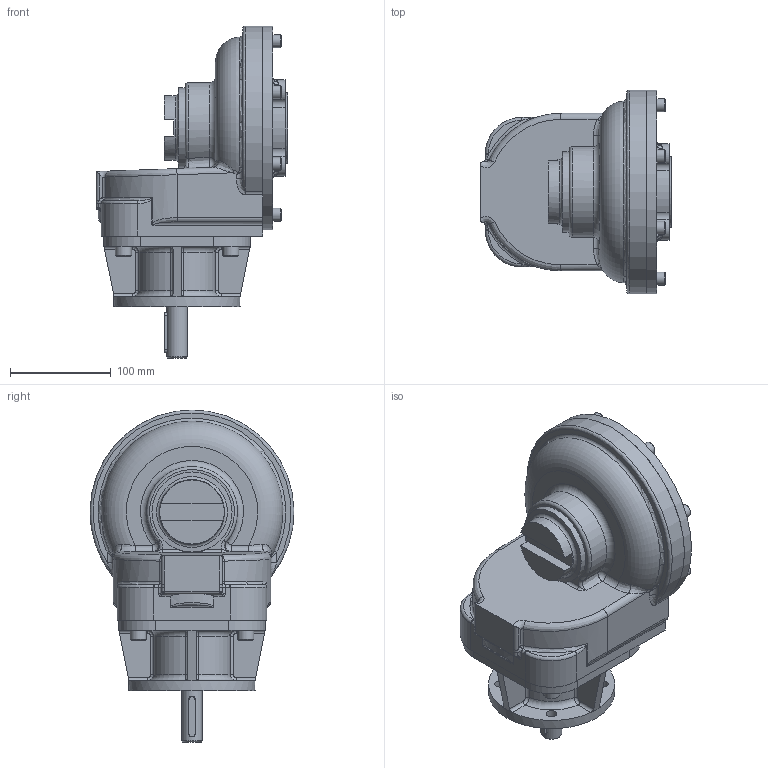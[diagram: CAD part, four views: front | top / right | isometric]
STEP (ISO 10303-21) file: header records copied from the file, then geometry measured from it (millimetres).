
FILE_DESCRIPTION( ( 'Unknown' ), '1' );
FILE_NAME( 'PUBIB2-F10-F10_simplified.stp', 'Unknown', ( 'Unknown' ), ( 'Unknown' ), 'PSStep 15.0.49', 'Unknown', ' ' );
FILE_SCHEMA( ( 'AUTOMOTIVE_DESIGN { 1 0 10303 214 1 1 1 1 }' ) );
Length unit declared in the file: millimetre
Products named in the file (21): 1; 2; 3; 4; 5; 6; 7; 8; 9; 10; 11; 12; 13; 14; 15; 16; 17; 18; 19; 20; 21
Bounding box: 189.6 x 202 x 328.75 mm (x, y, z)
Surface area: 257317.9 mm2 (no closed solid volume)
Topology: 0 solids, 473 shells, 473 faces, 2197 edges, 2112 vertices
Faces by surface type: plane 160, cylinder 134, bspline 77, torus 55, cone 27, sphere 20
Full cylindrical faces by diameter (mm): 8.5 x4, 10.5 x4, 13 x8, 16 x4, 20 x1, 30 x1, 55.05 x1, 69.925 x1, 70 x1, 79.375 x1, 84.95 x1, 125 x1, 202 x1
Entity records: 46537 total; most frequent: CARTESIAN_POINT 26449, DIRECTION 3519, VERTEX_POINT 2086, ORIENTED_EDGE 2082, EDGE_CURVE 2082, AXIS2_PLACEMENT_3D 1341, CIRCLE 882, LINE 837
